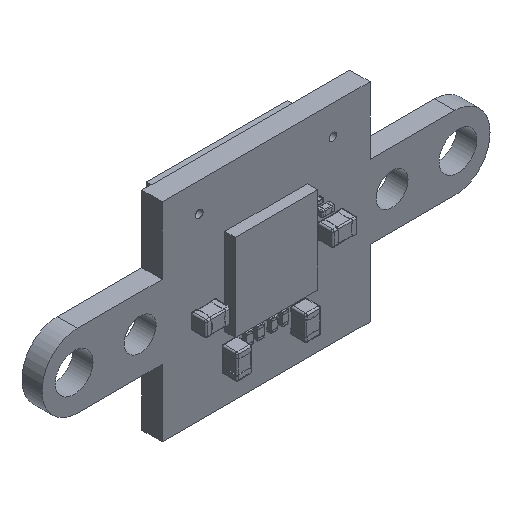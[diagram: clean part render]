
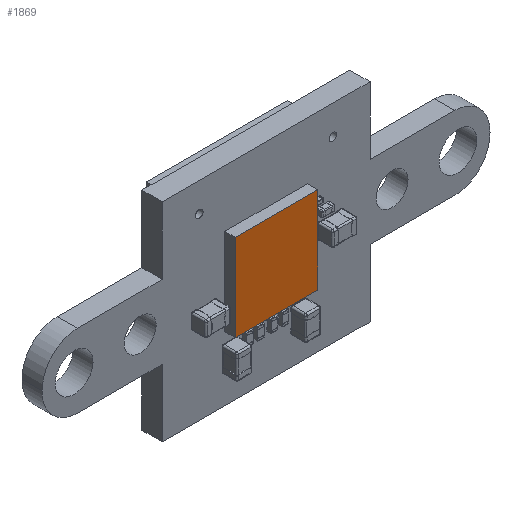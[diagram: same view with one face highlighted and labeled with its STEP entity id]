
A CAD part, isometric view. The second image highlights one B-rep face of the part: STEP entity #1869.
In plain terms, the highlighted free-form (B-spline) face has degree [1, 1] with [2, 2] control points.
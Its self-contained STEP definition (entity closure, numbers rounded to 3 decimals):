
#1869 = ADVANCED_FACE('',(#1870),#1900,.T.);
#1870 = FACE_BOUND('',#1871,.T.);
#1871 = EDGE_LOOP('',(#1872,#1881,#1888,#1895));
#1872 = ORIENTED_EDGE('',*,*,#1873,.T.);
#1873 = EDGE_CURVE('',#1874,#1876,#1878,.T.);
#1874 = VERTEX_POINT('',#1875);
#1875 = CARTESIAN_POINT('',(27.138,-0.908,
    24.347));
#1876 = VERTEX_POINT('',#1877);
#1877 = CARTESIAN_POINT('',(27.138,-0.908,
    16.705));
#1878 = B_SPLINE_CURVE_WITH_KNOTS('',1,(#1879,#1880),.UNSPECIFIED.,.F.,
  .F.,(2,2),(0.,6.9),.PIECEWISE_BEZIER_KNOTS.);
#1879 = CARTESIAN_POINT('',(27.138,-0.908,
    24.347));
#1880 = CARTESIAN_POINT('',(27.138,-0.908,
    16.705));
#1881 = ORIENTED_EDGE('',*,*,#1882,.T.);
#1882 = EDGE_CURVE('',#1876,#1883,#1885,.T.);
#1883 = VERTEX_POINT('',#1884);
#1884 = CARTESIAN_POINT('',(34.392,-0.908,
    16.705));
#1885 = B_SPLINE_CURVE_WITH_KNOTS('',1,(#1886,#1887),.UNSPECIFIED.,.F.,
  .F.,(2,2),(0.,6.55),.PIECEWISE_BEZIER_KNOTS.);
#1886 = CARTESIAN_POINT('',(27.138,-0.908,
    16.705));
#1887 = CARTESIAN_POINT('',(34.392,-0.908,
    16.705));
#1888 = ORIENTED_EDGE('',*,*,#1889,.T.);
#1889 = EDGE_CURVE('',#1883,#1890,#1892,.T.);
#1890 = VERTEX_POINT('',#1891);
#1891 = CARTESIAN_POINT('',(34.392,-0.908,
    24.347));
#1892 = B_SPLINE_CURVE_WITH_KNOTS('',1,(#1893,#1894),.UNSPECIFIED.,.F.,
  .F.,(2,2),(0.,6.9),.PIECEWISE_BEZIER_KNOTS.);
#1893 = CARTESIAN_POINT('',(34.392,-0.908,
    16.705));
#1894 = CARTESIAN_POINT('',(34.392,-0.908,
    24.347));
#1895 = ORIENTED_EDGE('',*,*,#1896,.T.);
#1896 = EDGE_CURVE('',#1890,#1874,#1897,.T.);
#1897 = B_SPLINE_CURVE_WITH_KNOTS('',1,(#1898,#1899),.UNSPECIFIED.,.F.,
  .F.,(2,2),(0.,6.55),.PIECEWISE_BEZIER_KNOTS.);
#1898 = CARTESIAN_POINT('',(34.392,-0.908,
    24.347));
#1899 = CARTESIAN_POINT('',(27.138,-0.908,
    24.347));
#1900 = B_SPLINE_SURFACE_WITH_KNOTS('',1,1,(
    (#1901,#1902)
    ,(#1903,#1904
    )),.UNSPECIFIED.,.F.,.F.,.F.,(2,2),(2,2),(-3.275,3.275),(
    -3.45,3.45),.PIECEWISE_BEZIER_KNOTS.);
#1901 = CARTESIAN_POINT('',(27.138,-0.908,
    16.705));
#1902 = CARTESIAN_POINT('',(27.138,-0.908,
    24.347));
#1903 = CARTESIAN_POINT('',(34.392,-0.908,
    16.705));
#1904 = CARTESIAN_POINT('',(34.392,-0.908,
    24.347));
